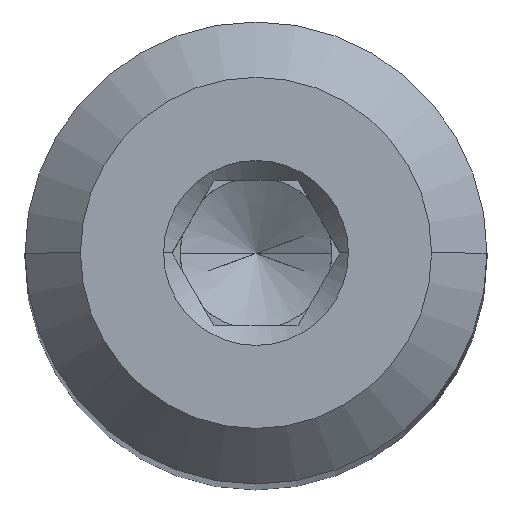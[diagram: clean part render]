
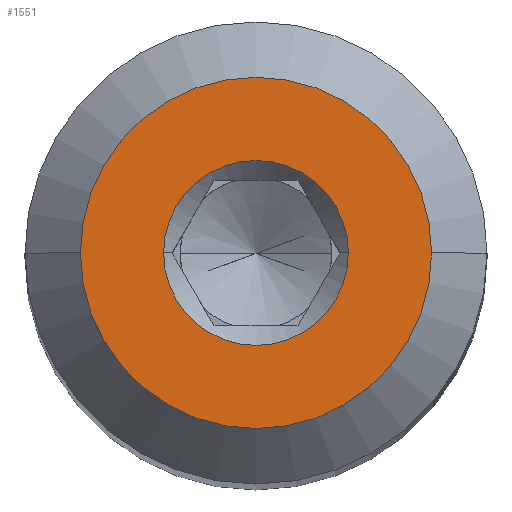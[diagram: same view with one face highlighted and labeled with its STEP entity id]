
A CAD part, top view. The second image highlights one B-rep face of the part: STEP entity #1551.
In plain terms, the highlighted planar face has unit normal (0, 0, 1).
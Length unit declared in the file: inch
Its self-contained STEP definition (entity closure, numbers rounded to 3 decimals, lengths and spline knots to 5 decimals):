
#75 = EDGE_CURVE ( 'NONE', #1682, #171, #1271, .T. ) ;
#132 = DIRECTION ( 'NONE',  ( 1., 0., 0. ) ) ;
#171 = VERTEX_POINT ( 'NONE', #239 ) ;
#180 = DIRECTION ( 'NONE',  ( -1., 0., 0. ) ) ;
#239 = CARTESIAN_POINT ( 'NONE',  ( 0.28857, -0.24177, 0.16985 ) ) ;
#249 = DIRECTION ( 'NONE',  ( 0., 0., 1. ) ) ;
#254 = CARTESIAN_POINT ( 'NONE',  ( 0.47857, -0.24177, 0.16985 ) ) ;
#332 = EDGE_CURVE ( 'NONE', #171, #1682, #1073, .T. ) ;
#369 = AXIS2_PLACEMENT_3D ( 'NONE', #1432, #617, #180 ) ;
#494 = DIRECTION ( 'NONE',  ( 0., 0., 1. ) ) ;
#506 = VERTEX_POINT ( 'NONE', #820 ) ;
#598 = CARTESIAN_POINT ( 'NONE',  ( 0.43357, -0.24177, 0.16985 ) ) ;
#604 = ORIENTED_EDGE ( 'NONE', *, *, #75, .T. ) ;
#617 = DIRECTION ( 'NONE',  ( 0., 0., -1. ) ) ;
#655 = FACE_OUTER_BOUND ( 'NONE', #994, .T. ) ;
#717 = CARTESIAN_POINT ( 'NONE',  ( 0.38357, -0.24177, 0.16985 ) ) ;
#735 = FACE_BOUND ( 'NONE', #1678, .T. ) ;
#783 = ORIENTED_EDGE ( 'NONE', *, *, #332, .T. ) ;
#820 = CARTESIAN_POINT ( 'NONE',  ( 0.33357, -0.24177, 0.16985 ) ) ;
#883 = EDGE_CURVE ( 'NONE', #506, #1502, #1364, .T. ) ;
#958 = AXIS2_PLACEMENT_3D ( 'NONE', #1508, #1644, #976 ) ;
#959 = CARTESIAN_POINT ( 'NONE',  ( 0.38357, -0.24177, 0.16985 ) ) ;
#976 = DIRECTION ( 'NONE',  ( 1., 0., 0. ) ) ;
#986 = DIRECTION ( 'NONE',  ( 0., 0., 1. ) ) ;
#994 = EDGE_LOOP ( 'NONE', ( #783, #604 ) ) ;
#1055 = AXIS2_PLACEMENT_3D ( 'NONE', #959, #249, #132 ) ;
#1073 = CIRCLE ( 'NONE', #1055, 0.095 ) ;
#1095 = DIRECTION ( 'NONE',  ( 1., 0., 0. ) ) ;
#1153 = ORIENTED_EDGE ( 'NONE', *, *, #883, .F. ) ;
#1271 = CIRCLE ( 'NONE', #1610, 0.095 ) ;
#1297 = CARTESIAN_POINT ( 'NONE',  ( 0.38357, -0.24177, 0.16985 ) ) ;
#1361 = AXIS2_PLACEMENT_3D ( 'NONE', #717, #986, #1095 ) ;
#1364 = CIRCLE ( 'NONE', #1361, 0.05 ) ;
#1432 = CARTESIAN_POINT ( 'NONE',  ( 0.38357, -0.24177, 0.16985 ) ) ;
#1502 = VERTEX_POINT ( 'NONE', #598 ) ;
#1508 = CARTESIAN_POINT ( 'NONE',  ( 0.38357, -0.24177, 0.16985 ) ) ;
#1551 = ADVANCED_FACE ( 'NONE', ( #735, #655 ), #1681, .F. ) ;
#1568 = CIRCLE ( 'NONE', #958, 0.05 ) ;
#1610 = AXIS2_PLACEMENT_3D ( 'NONE', #1297, #494, #1739 ) ;
#1623 = ORIENTED_EDGE ( 'NONE', *, *, #1746, .F. ) ;
#1644 = DIRECTION ( 'NONE',  ( 0., 0., 1. ) ) ;
#1678 = EDGE_LOOP ( 'NONE', ( #1623, #1153 ) ) ;
#1681 = PLANE ( 'NONE',  #369 ) ;
#1682 = VERTEX_POINT ( 'NONE', #254 ) ;
#1739 = DIRECTION ( 'NONE',  ( 1., 0., 0. ) ) ;
#1746 = EDGE_CURVE ( 'NONE', #1502, #506, #1568, .T. ) ;
